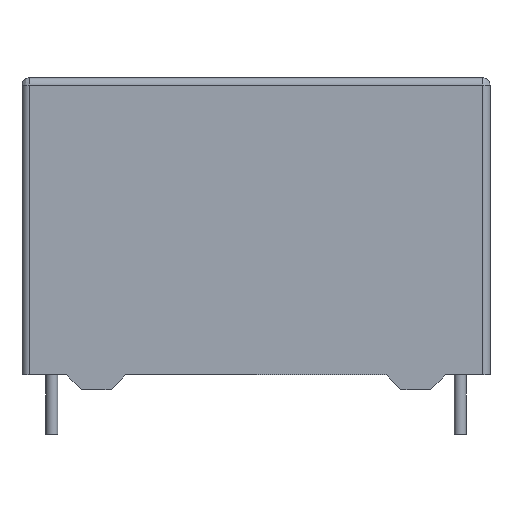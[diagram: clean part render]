
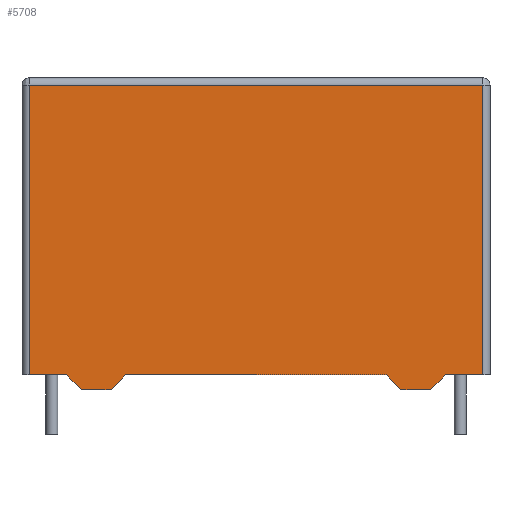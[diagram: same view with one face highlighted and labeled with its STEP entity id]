
A CAD part, front view. The second image highlights one B-rep face of the part: STEP entity #5708.
In plain terms, the highlighted planar face has unit normal (0, -1, 0).
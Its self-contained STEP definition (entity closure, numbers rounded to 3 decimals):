
#6 = EDGE_CURVE ( 'NONE', #8337, #9095, #6740, .T. ) ;
#104 = EDGE_CURVE ( 'NONE', #3587, #4213, #3942, .T. ) ;
#141 = VECTOR ( 'NONE', #4411, 1000. ) ;
#171 = DIRECTION ( 'NONE',  ( -0.707, 0., -0.707 ) ) ;
#183 = VECTOR ( 'NONE', #1805, 1000. ) ;
#219 = EDGE_CURVE ( 'NONE', #9095, #2298, #2428, .T. ) ;
#348 = CARTESIAN_POINT ( 'NONE',  ( 11.75, -5.5, 0. ) ) ;
#478 = VECTOR ( 'NONE', #7766, 1000. ) ;
#729 = EDGE_LOOP ( 'NONE', ( #1063, #9328, #8495, #4505, #6162, #5456, #1560, #6749, #3951, #5909, #4408, #4156 ) ) ;
#772 = EDGE_CURVE ( 'NONE', #4967, #8337, #8989, .T. ) ;
#789 = VECTOR ( 'NONE', #9397, 1000. ) ;
#805 = CARTESIAN_POINT ( 'NONE',  ( -15.25, -5.5, 20.5 ) ) ;
#811 = DIRECTION ( 'NONE',  ( 0., 1., 0. ) ) ;
#1063 = ORIENTED_EDGE ( 'NONE', *, *, #6469, .F. ) ;
#1102 = VECTOR ( 'NONE', #1763, 1000. ) ;
#1153 = CARTESIAN_POINT ( 'NONE',  ( 15.25, -5.5, 20.5 ) ) ;
#1315 = LINE ( 'NONE', #5080, #789 ) ;
#1433 = VERTEX_POINT ( 'NONE', #348 ) ;
#1560 = ORIENTED_EDGE ( 'NONE', *, *, #772, .F. ) ;
#1724 = LINE ( 'NONE', #3837, #183 ) ;
#1763 = DIRECTION ( 'NONE',  ( 1., 0., 0. ) ) ;
#1805 = DIRECTION ( 'NONE',  ( -0.707, 0., 0.707 ) ) ;
#1901 = LINE ( 'NONE', #3454, #2625 ) ;
#1927 = CARTESIAN_POINT ( 'NONE',  ( -8.75, -5.5, 1. ) ) ;
#2092 = PLANE ( 'NONE',  #4974 ) ;
#2237 = FACE_OUTER_BOUND ( 'NONE', #729, .T. ) ;
#2298 = VERTEX_POINT ( 'NONE', #5136 ) ;
#2358 = CARTESIAN_POINT ( 'NONE',  ( -15.25, -5.5, 21. ) ) ;
#2428 = LINE ( 'NONE', #4090, #2559 ) ;
#2485 = CARTESIAN_POINT ( 'NONE',  ( -9.75, -5.5, 0. ) ) ;
#2552 = LINE ( 'NONE', #1927, #478 ) ;
#2559 = VECTOR ( 'NONE', #8476, 1000. ) ;
#2625 = VECTOR ( 'NONE', #6299, 1000. ) ;
#2981 = EDGE_CURVE ( 'NONE', #4967, #9247, #8106, .T. ) ;
#3024 = VECTOR ( 'NONE', #7363, 1000. ) ;
#3042 = CARTESIAN_POINT ( 'NONE',  ( -11.75, -5.5, 0. ) ) ;
#3060 = CARTESIAN_POINT ( 'NONE',  ( 9.75, -5.5, 0. ) ) ;
#3186 = VERTEX_POINT ( 'NONE', #5607 ) ;
#3454 = CARTESIAN_POINT ( 'NONE',  ( -11.75, -5.5, 0. ) ) ;
#3555 = DIRECTION ( 'NONE',  ( 0., 0., 1. ) ) ;
#3587 = VERTEX_POINT ( 'NONE', #2485 ) ;
#3837 = CARTESIAN_POINT ( 'NONE',  ( 9.75, -5.5, 0. ) ) ;
#3918 = DIRECTION ( 'NONE',  ( 0., 0., 1. ) ) ;
#3942 = LINE ( 'NONE', #4042, #8428 ) ;
#3951 = ORIENTED_EDGE ( 'NONE', *, *, #4465, .F. ) ;
#4042 = CARTESIAN_POINT ( 'NONE',  ( -15.75, -5.5, 0. ) ) ;
#4090 = CARTESIAN_POINT ( 'NONE',  ( 15.25, -5.5, 21. ) ) ;
#4156 = ORIENTED_EDGE ( 'NONE', *, *, #6519, .T. ) ;
#4213 = VERTEX_POINT ( 'NONE', #3042 ) ;
#4272 = VERTEX_POINT ( 'NONE', #5901 ) ;
#4297 = EDGE_CURVE ( 'NONE', #3186, #2298, #1315, .T. ) ;
#4408 = ORIENTED_EDGE ( 'NONE', *, *, #9346, .F. ) ;
#4411 = DIRECTION ( 'NONE',  ( 1., 0., 0. ) ) ;
#4465 = EDGE_CURVE ( 'NONE', #4213, #9247, #1901, .T. ) ;
#4505 = ORIENTED_EDGE ( 'NONE', *, *, #4297, .T. ) ;
#4518 = CARTESIAN_POINT ( 'NONE',  ( 12.75, -5.5, 1. ) ) ;
#4575 = CARTESIAN_POINT ( 'NONE',  ( -15.75, -5.5, 20.5 ) ) ;
#4604 = CARTESIAN_POINT ( 'NONE',  ( 0., -5.5, 1. ) ) ;
#4967 = VERTEX_POINT ( 'NONE', #5560 ) ;
#4974 = AXIS2_PLACEMENT_3D ( 'NONE', #6638, #811, #3555 ) ;
#5080 = CARTESIAN_POINT ( 'NONE',  ( 0., -5.5, 1. ) ) ;
#5136 = CARTESIAN_POINT ( 'NONE',  ( 15.25, -5.5, 1. ) ) ;
#5294 = CARTESIAN_POINT ( 'NONE',  ( -15.75, -5.5, 0. ) ) ;
#5456 = ORIENTED_EDGE ( 'NONE', *, *, #6, .F. ) ;
#5476 = EDGE_CURVE ( 'NONE', #3186, #1433, #6141, .T. ) ;
#5560 = CARTESIAN_POINT ( 'NONE',  ( -15.25, -5.5, 1. ) ) ;
#5607 = CARTESIAN_POINT ( 'NONE',  ( 12.75, -5.5, 1. ) ) ;
#5708 = ADVANCED_FACE ( 'NONE', ( #2237 ), #2092, .F. ) ;
#5901 = CARTESIAN_POINT ( 'NONE',  ( -8.75, -5.5, 1. ) ) ;
#5909 = ORIENTED_EDGE ( 'NONE', *, *, #104, .F. ) ;
#6141 = LINE ( 'NONE', #4518, #8189 ) ;
#6162 = ORIENTED_EDGE ( 'NONE', *, *, #219, .F. ) ;
#6211 = VERTEX_POINT ( 'NONE', #6556 ) ;
#6299 = DIRECTION ( 'NONE',  ( -0.707, 0., 0.707 ) ) ;
#6359 = VERTEX_POINT ( 'NONE', #3060 ) ;
#6469 = EDGE_CURVE ( 'NONE', #6359, #6211, #1724, .T. ) ;
#6519 = EDGE_CURVE ( 'NONE', #4272, #6211, #8221, .T. ) ;
#6556 = CARTESIAN_POINT ( 'NONE',  ( 8.75, -5.5, 1. ) ) ;
#6638 = CARTESIAN_POINT ( 'NONE',  ( -15.75, -5.5, 21. ) ) ;
#6740 = LINE ( 'NONE', #4575, #3024 ) ;
#6749 = ORIENTED_EDGE ( 'NONE', *, *, #2981, .T. ) ;
#7045 = VECTOR ( 'NONE', #3918, 1000. ) ;
#7221 = EDGE_CURVE ( 'NONE', #1433, #6359, #8276, .T. ) ;
#7363 = DIRECTION ( 'NONE',  ( 1., 0., 0. ) ) ;
#7766 = DIRECTION ( 'NONE',  ( -0.707, 0., -0.707 ) ) ;
#8106 = LINE ( 'NONE', #4604, #141 ) ;
#8189 = VECTOR ( 'NONE', #171, 1000. ) ;
#8221 = LINE ( 'NONE', #8417, #1102 ) ;
#8230 = DIRECTION ( 'NONE',  ( -1., 0., 0. ) ) ;
#8276 = LINE ( 'NONE', #5294, #8978 ) ;
#8337 = VERTEX_POINT ( 'NONE', #805 ) ;
#8417 = CARTESIAN_POINT ( 'NONE',  ( 0., -5.5, 1. ) ) ;
#8428 = VECTOR ( 'NONE', #9191, 1000. ) ;
#8476 = DIRECTION ( 'NONE',  ( 0., 0., -1. ) ) ;
#8495 = ORIENTED_EDGE ( 'NONE', *, *, #5476, .F. ) ;
#8978 = VECTOR ( 'NONE', #8230, 1000. ) ;
#8989 = LINE ( 'NONE', #2358, #7045 ) ;
#9038 = CARTESIAN_POINT ( 'NONE',  ( -12.75, -5.5, 1. ) ) ;
#9095 = VERTEX_POINT ( 'NONE', #1153 ) ;
#9191 = DIRECTION ( 'NONE',  ( -1., 0., 0. ) ) ;
#9247 = VERTEX_POINT ( 'NONE', #9038 ) ;
#9328 = ORIENTED_EDGE ( 'NONE', *, *, #7221, .F. ) ;
#9346 = EDGE_CURVE ( 'NONE', #4272, #3587, #2552, .T. ) ;
#9397 = DIRECTION ( 'NONE',  ( 1., 0., 0. ) ) ;
